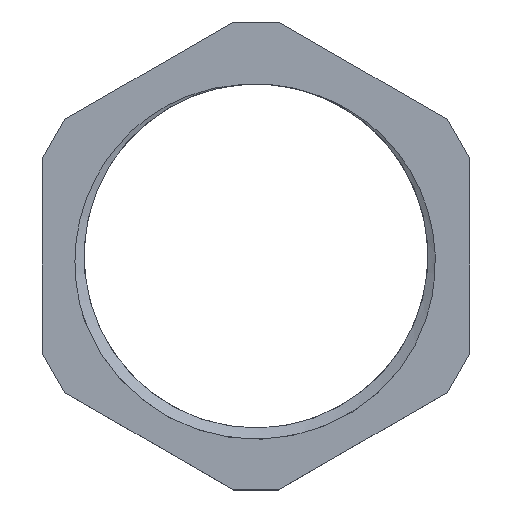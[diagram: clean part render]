
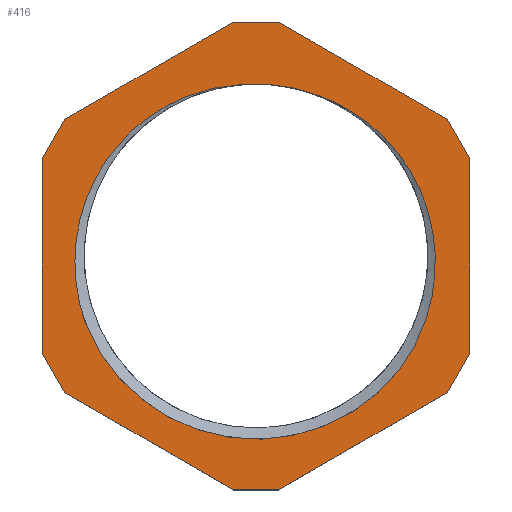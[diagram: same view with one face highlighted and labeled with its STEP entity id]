
A CAD part, top view. The second image highlights one B-rep face of the part: STEP entity #416.
In plain terms, the highlighted planar face has unit normal (0, 0, 1).
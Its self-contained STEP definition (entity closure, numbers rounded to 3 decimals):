
#16=FACE_BOUND('',#164,.T.);
#41=LINE('',#1109,#65);
#44=LINE('',#1123,#68);
#46=LINE('',#1131,#70);
#48=LINE('',#1143,#72);
#50=LINE('',#1151,#74);
#52=LINE('',#1163,#76);
#54=LINE('',#1171,#78);
#56=LINE('',#1184,#80);
#59=LINE('',#1197,#83);
#60=LINE('',#1204,#84);
#63=LINE('',#1217,#87);
#64=LINE('',#1222,#88);
#65=VECTOR('',#473,10.);
#68=VECTOR('',#478,10.);
#70=VECTOR('',#482,10.);
#72=VECTOR('',#486,10.);
#74=VECTOR('',#490,10.);
#76=VECTOR('',#494,10.);
#78=VECTOR('',#498,10.);
#80=VECTOR('',#502,10.);
#83=VECTOR('',#507,10.);
#84=VECTOR('',#510,10.);
#87=VECTOR('',#515,10.);
#88=VECTOR('',#518,10.);
#102=PLANE('',#456);
#104=CIRCLE('',#427,11.665);
#105=CIRCLE('',#429,12.426);
#138=FACE_OUTER_BOUND('',#163,.T.);
#163=EDGE_LOOP('',(#375,#376,#377,#378,#379,#380,#381,#382,#383,#384,#385,
#386));
#164=EDGE_LOOP('',(#387,#388,#389,#390));
#167=B_SPLINE_CURVE_WITH_KNOTS('',3,(#747,#748,#749,#750,#751,#752,#753,
#754,#755,#756,#757,#758,#759),.UNSPECIFIED.,.F.,.F.,(4,3,3,3,4),(-2.255,
-1.815,-1.22,-0.615,0.),
 .UNSPECIFIED.);
#172=B_SPLINE_CURVE_WITH_KNOTS('',3,(#1090,#1091,#1092,#1093,#1094,#1095,
#1096,#1097,#1098,#1099,#1100,#1101,#1102),.UNSPECIFIED.,.F.,.F.,(4,3,3,
3,4),(-2.252,-1.791,-1.184,-0.587,
0.),.UNSPECIFIED.);
#175=VERTEX_POINT('',#711);
#176=VERTEX_POINT('',#746);
#178=VERTEX_POINT('',#797);
#180=VERTEX_POINT('',#995);
#181=VERTEX_POINT('',#1107);
#182=VERTEX_POINT('',#1108);
#186=VERTEX_POINT('',#1122);
#188=VERTEX_POINT('',#1130);
#191=VERTEX_POINT('',#1142);
#193=VERTEX_POINT('',#1150);
#196=VERTEX_POINT('',#1162);
#198=VERTEX_POINT('',#1170);
#201=VERTEX_POINT('',#1182);
#202=VERTEX_POINT('',#1183);
#206=VERTEX_POINT('',#1202);
#207=VERTEX_POINT('',#1203);
#213=EDGE_CURVE('',#175,#176,#167,.T.);
#217=EDGE_CURVE('',#178,#175,#104,.T.);
#220=EDGE_CURVE('',#180,#178,#172,.T.);
#221=EDGE_CURVE('',#180,#176,#105,.T.);
#223=EDGE_CURVE('',#181,#182,#41,.T.);
#228=EDGE_CURVE('',#182,#186,#44,.T.);
#231=EDGE_CURVE('',#186,#188,#46,.T.);
#235=EDGE_CURVE('',#188,#191,#48,.T.);
#238=EDGE_CURVE('',#191,#193,#50,.T.);
#242=EDGE_CURVE('',#193,#196,#52,.T.);
#245=EDGE_CURVE('',#196,#198,#54,.T.);
#249=EDGE_CURVE('',#201,#202,#56,.T.);
#254=EDGE_CURVE('',#202,#181,#59,.T.);
#256=EDGE_CURVE('',#206,#207,#60,.T.);
#261=EDGE_CURVE('',#198,#206,#63,.T.);
#263=EDGE_CURVE('',#207,#201,#64,.T.);
#375=ORIENTED_EDGE('',*,*,#261,.T.);
#376=ORIENTED_EDGE('',*,*,#256,.T.);
#377=ORIENTED_EDGE('',*,*,#263,.T.);
#378=ORIENTED_EDGE('',*,*,#249,.T.);
#379=ORIENTED_EDGE('',*,*,#254,.T.);
#380=ORIENTED_EDGE('',*,*,#223,.T.);
#381=ORIENTED_EDGE('',*,*,#228,.T.);
#382=ORIENTED_EDGE('',*,*,#231,.T.);
#383=ORIENTED_EDGE('',*,*,#235,.T.);
#384=ORIENTED_EDGE('',*,*,#238,.T.);
#385=ORIENTED_EDGE('',*,*,#242,.T.);
#386=ORIENTED_EDGE('',*,*,#245,.T.);
#387=ORIENTED_EDGE('',*,*,#221,.T.);
#388=ORIENTED_EDGE('',*,*,#213,.F.);
#389=ORIENTED_EDGE('',*,*,#217,.F.);
#390=ORIENTED_EDGE('',*,*,#220,.F.);
#416=ADVANCED_FACE('',(#138,#16),#102,.T.);
#427=AXIS2_PLACEMENT_3D('',#832,#463,#464);
#429=AXIS2_PLACEMENT_3D('',#1104,#467,#468);
#456=AXIS2_PLACEMENT_3D('',#1239,#545,#546);
#463=DIRECTION('center_axis',(0.,0.,1.));
#464=DIRECTION('ref_axis',(-1.,0.,0.));
#467=DIRECTION('center_axis',(0.,0.,-1.));
#468=DIRECTION('ref_axis',(-1.,0.,0.));
#473=DIRECTION('',(0.866,0.5,0.));
#478=DIRECTION('',(0.5,0.866,0.));
#482=DIRECTION('',(0.,1.,0.));
#486=DIRECTION('',(-0.5,0.866,0.));
#490=DIRECTION('',(-0.866,0.5,0.));
#494=DIRECTION('',(-1.,0.,0.));
#498=DIRECTION('',(-0.866,-0.5,0.));
#502=DIRECTION('',(0.866,-0.5,0.));
#507=DIRECTION('',(1.,0.,0.));
#510=DIRECTION('',(0.,-1.,0.));
#515=DIRECTION('',(-0.5,-0.866,0.));
#518=DIRECTION('',(0.5,-0.866,0.));
#545=DIRECTION('center_axis',(0.,0.,1.));
#546=DIRECTION('ref_axis',(1.,0.,0.));
#711=CARTESIAN_POINT('',(-0.976,11.624,3.59));
#746=CARTESIAN_POINT('',(-11.553,-4.574,3.59));
#747=CARTESIAN_POINT('Ctrl Pts',(-0.976,11.624,3.59));
#748=CARTESIAN_POINT('Ctrl Pts',(-2.437,11.551,3.59));
#749=CARTESIAN_POINT('Ctrl Pts',(-3.876,11.207,3.59));
#750=CARTESIAN_POINT('Ctrl Pts',(-5.209,10.608,3.59));
#751=CARTESIAN_POINT('Ctrl Pts',(-7.014,9.798,3.59));
#752=CARTESIAN_POINT('Ctrl Pts',(-8.608,8.526,3.59));
#753=CARTESIAN_POINT('Ctrl Pts',(-9.803,6.958,3.59));
#754=CARTESIAN_POINT('Ctrl Pts',(-11.019,5.362,3.59));
#755=CARTESIAN_POINT('Ctrl Pts',(-11.829,3.45,3.59));
#756=CARTESIAN_POINT('Ctrl Pts',(-12.136,1.465,3.59));
#757=CARTESIAN_POINT('Ctrl Pts',(-12.448,-0.552,3.59));
#758=CARTESIAN_POINT('Ctrl Pts',(-12.245,-2.645,3.59));
#759=CARTESIAN_POINT('Ctrl Pts',(-11.553,-4.574,3.59));
#797=CARTESIAN_POINT('',(4.294,10.846,3.59));
#832=CARTESIAN_POINT('Origin',(0.,0.,3.59));
#995=CARTESIAN_POINT('',(9.738,-7.718,3.59));
#1090=CARTESIAN_POINT('Ctrl Pts',(9.738,-7.719,3.59));
#1091=CARTESIAN_POINT('Ctrl Pts',(10.652,-6.481,3.59));
#1092=CARTESIAN_POINT('Ctrl Pts',(11.334,-5.082,3.59));
#1093=CARTESIAN_POINT('Ctrl Pts',(11.736,-3.598,3.59));
#1094=CARTESIAN_POINT('Ctrl Pts',(12.264,-1.647,3.59));
#1095=CARTESIAN_POINT('Ctrl Pts',(12.298,0.434,3.59));
#1096=CARTESIAN_POINT('Ctrl Pts',(11.832,2.393,3.59));
#1097=CARTESIAN_POINT('Ctrl Pts',(11.374,4.322,3.59));
#1098=CARTESIAN_POINT('Ctrl Pts',(10.427,6.14,3.59));
#1099=CARTESIAN_POINT('Ctrl Pts',(9.103,7.616,3.59));
#1100=CARTESIAN_POINT('Ctrl Pts',(7.802,9.067,3.59));
#1101=CARTESIAN_POINT('Ctrl Pts',(6.137,10.19,3.59));
#1102=CARTESIAN_POINT('Ctrl Pts',(4.294,10.846,3.59));
#1104=CARTESIAN_POINT('Origin',(0.,0.,3.59));
#1107=CARTESIAN_POINT('',(1.527,-15.862,3.59));
#1108=CARTESIAN_POINT('',(12.973,-9.253,3.59));
#1109=CARTESIAN_POINT('',(13.55,-8.92,3.59));
#1122=CARTESIAN_POINT('',(14.5,-6.609,3.59));
#1123=CARTESIAN_POINT('',(14.118,-7.27,3.59));
#1130=CARTESIAN_POINT('',(14.5,6.609,3.59));
#1131=CARTESIAN_POINT('',(14.5,-0.666,3.59));
#1142=CARTESIAN_POINT('',(12.973,9.253,3.59));
#1143=CARTESIAN_POINT('',(16.794,2.636,3.59));
#1150=CARTESIAN_POINT('',(1.527,15.862,3.59));
#1151=CARTESIAN_POINT('',(11.266,10.239,3.59));
#1162=CARTESIAN_POINT('',(-1.527,15.862,3.59));
#1163=CARTESIAN_POINT('',(6.114,15.862,3.59));
#1170=CARTESIAN_POINT('',(-12.973,9.253,3.59));
#1171=CARTESIAN_POINT('',(-6.673,12.891,3.59));
#1182=CARTESIAN_POINT('',(-12.973,-9.253,3.59));
#1183=CARTESIAN_POINT('',(-1.527,-15.862,3.59));
#1184=CARTESIAN_POINT('',(2.489,-18.18,3.59));
#1197=CARTESIAN_POINT('',(7.641,-15.862,3.59));
#1202=CARTESIAN_POINT('',(-14.5,6.609,3.59));
#1203=CARTESIAN_POINT('',(-14.5,-6.609,3.59));
#1204=CARTESIAN_POINT('',(-14.5,-7.275,3.59));
#1217=CARTESIAN_POINT('',(-14.118,7.27,3.59));
#1222=CARTESIAN_POINT('',(-9.916,-14.548,3.59));
#1239=CARTESIAN_POINT('Origin',(13.755,-7.941,3.59));
